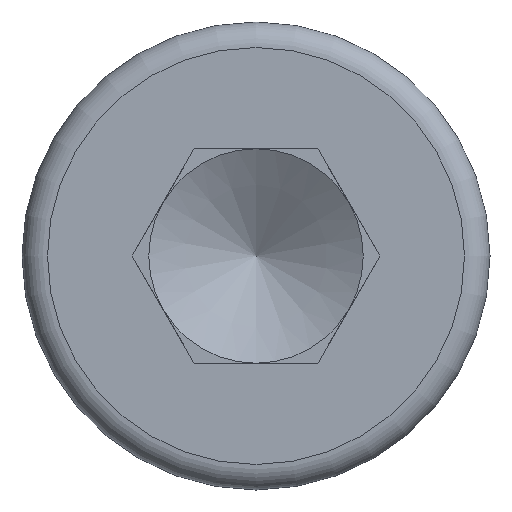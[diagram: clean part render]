
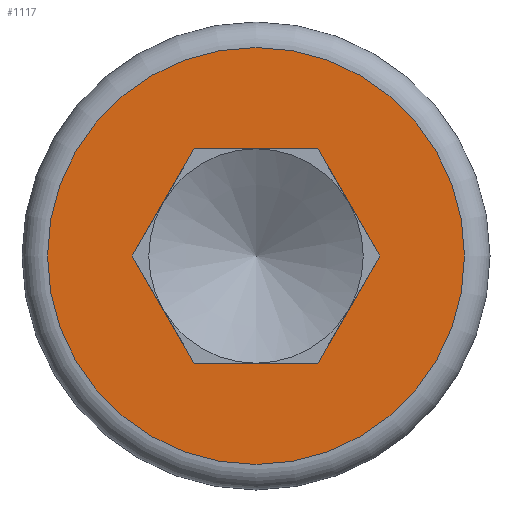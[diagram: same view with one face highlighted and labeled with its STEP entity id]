
A CAD part, left-side view. The second image highlights one B-rep face of the part: STEP entity #1117.
In plain terms, the highlighted planar face has unit normal (-1, 0, 0).
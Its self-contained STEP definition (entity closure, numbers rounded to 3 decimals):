
#13 = VECTOR ( 'NONE', #870, 1000. ) ;
#18 = ORIENTED_EDGE ( 'NONE', *, *, #238, .F. ) ;
#27 = DIRECTION ( 'NONE',  ( -1., 0., 0. ) ) ;
#61 = DIRECTION ( 'NONE',  ( 0., 0., 1. ) ) ;
#66 = DIRECTION ( 'NONE',  ( -1., 0., 0. ) ) ;
#67 = AXIS2_PLACEMENT_3D ( 'NONE', #1075, #27, #917 ) ;
#93 = EDGE_LOOP ( 'NONE', ( #916 ) ) ;
#148 = VECTOR ( 'NONE', #988, 1000. ) ;
#198 = CARTESIAN_POINT ( 'NONE',  ( 0., 0.727, 1.26 ) ) ;
#211 = ORIENTED_EDGE ( 'NONE', *, *, #914, .T. ) ;
#230 = CARTESIAN_POINT ( 'NONE',  ( 0., -0.727, -1.26 ) ) ;
#238 = EDGE_CURVE ( 'NONE', #424, #951, #521, .T. ) ;
#273 = LINE ( 'NONE', #281, #789 ) ;
#281 = CARTESIAN_POINT ( 'NONE',  ( 0., 1.455, 0. ) ) ;
#301 = CIRCLE ( 'NONE', #67, 2.45 ) ;
#307 = FACE_BOUND ( 'NONE', #996, .T. ) ;
#332 = VECTOR ( 'NONE', #388, 1000. ) ;
#368 = LINE ( 'NONE', #829, #332 ) ;
#377 = VERTEX_POINT ( 'NONE', #230 ) ;
#388 = DIRECTION ( 'NONE',  ( 0., 1., 0. ) ) ;
#424 = VERTEX_POINT ( 'NONE', #756 ) ;
#428 = VECTOR ( 'NONE', #1057, 1000. ) ;
#450 = CARTESIAN_POINT ( 'NONE',  ( 0., 0.727, -1.26 ) ) ;
#456 = DIRECTION ( 'NONE',  ( 0., -1., 0. ) ) ;
#459 = CARTESIAN_POINT ( 'NONE',  ( 0., -1.455, 0. ) ) ;
#470 = EDGE_CURVE ( 'NONE', #1021, #1021, #301, .T. ) ;
#476 = VERTEX_POINT ( 'NONE', #198 ) ;
#518 = VERTEX_POINT ( 'NONE', #741 ) ;
#521 = LINE ( 'NONE', #968, #13 ) ;
#565 = LINE ( 'NONE', #450, #978 ) ;
#597 = CARTESIAN_POINT ( 'NONE',  ( 0., 0., 2.45 ) ) ;
#625 = ORIENTED_EDGE ( 'NONE', *, *, #871, .T. ) ;
#629 = EDGE_CURVE ( 'NONE', #518, #476, #368, .T. ) ;
#636 = CARTESIAN_POINT ( 'NONE',  ( 0., 0.727, -1.26 ) ) ;
#637 = EDGE_CURVE ( 'NONE', #951, #377, #565, .T. ) ;
#644 = CARTESIAN_POINT ( 'NONE',  ( 0., -1.455, 0. ) ) ;
#649 = ORIENTED_EDGE ( 'NONE', *, *, #637, .F. ) ;
#669 = VERTEX_POINT ( 'NONE', #644 ) ;
#710 = LINE ( 'NONE', #906, #428 ) ;
#720 = AXIS2_PLACEMENT_3D ( 'NONE', #849, #66, #61 ) ;
#735 = DIRECTION ( 'NONE',  ( 0., -0.5, 0.866 ) ) ;
#741 = CARTESIAN_POINT ( 'NONE',  ( 0., -0.727, 1.26 ) ) ;
#756 = CARTESIAN_POINT ( 'NONE',  ( 0., 1.455, 0. ) ) ;
#789 = VECTOR ( 'NONE', #735, 1000. ) ;
#801 = ORIENTED_EDGE ( 'NONE', *, *, #629, .F. ) ;
#818 = ORIENTED_EDGE ( 'NONE', *, *, #995, .T. ) ;
#829 = CARTESIAN_POINT ( 'NONE',  ( 0., -0.727, 1.26 ) ) ;
#849 = CARTESIAN_POINT ( 'NONE',  ( 0., 0., 0. ) ) ;
#870 = DIRECTION ( 'NONE',  ( 0., -0.5, -0.866 ) ) ;
#871 = EDGE_CURVE ( 'NONE', #669, #377, #1076, .T. ) ;
#906 = CARTESIAN_POINT ( 'NONE',  ( 0., -0.727, 1.26 ) ) ;
#914 = EDGE_CURVE ( 'NONE', #424, #476, #273, .T. ) ;
#916 = ORIENTED_EDGE ( 'NONE', *, *, #470, .T. ) ;
#917 = DIRECTION ( 'NONE',  ( 0., 0., 1. ) ) ;
#928 = PLANE ( 'NONE',  #720 ) ;
#951 = VERTEX_POINT ( 'NONE', #636 ) ;
#968 = CARTESIAN_POINT ( 'NONE',  ( 0., 1.455, 0. ) ) ;
#978 = VECTOR ( 'NONE', #456, 1000. ) ;
#988 = DIRECTION ( 'NONE',  ( 0., 0.5, -0.866 ) ) ;
#995 = EDGE_CURVE ( 'NONE', #518, #669, #710, .T. ) ;
#996 = EDGE_LOOP ( 'NONE', ( #211, #801, #818, #625, #649, #18 ) ) ;
#1009 = FACE_OUTER_BOUND ( 'NONE', #93, .T. ) ;
#1021 = VERTEX_POINT ( 'NONE', #597 ) ;
#1057 = DIRECTION ( 'NONE',  ( 0., -0.5, -0.866 ) ) ;
#1075 = CARTESIAN_POINT ( 'NONE',  ( 0., 0., 0. ) ) ;
#1076 = LINE ( 'NONE', #459, #148 ) ;
#1117 = ADVANCED_FACE ( 'NONE', ( #307, #1009 ), #928, .T. ) ;
